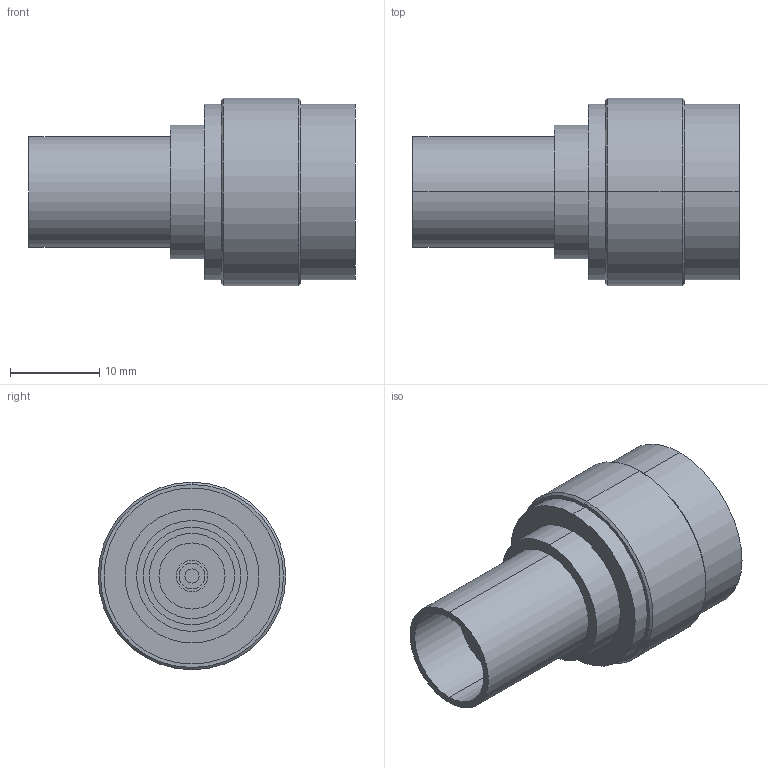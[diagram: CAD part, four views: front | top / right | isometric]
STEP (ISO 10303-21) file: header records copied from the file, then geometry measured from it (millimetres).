
FILE_DESCRIPTION (( 'STEP AP203' ), '1' );
FILE_NAME ('HPC994.STEP', '2006-06-23T19:39:04', ( 'lcom' ), ( 'lcom' ), 'SwSTEP 2.0', 'SolidWorks 2006004', '' );
FILE_SCHEMA (( 'CONFIG_CONTROL_DESIGN' ));
Length unit declared in the file: inch
Products named in the file (4): HPC994-MA1; HPC994; HPC992-MA3; HPC994-MA2
Assembly tree (3 placements, depth 2):
  HPC994
    HPC994-MA2
    HPC992-MA3
    HPC994-MA1
Bounding box: 36.47 x 20.98 x 20.98 mm (x, y, z)
Volume: 5032.6 mm3; surface area: 5134.4 mm2
Topology: 3 solids, 3 shells, 124 faces, 272 edges, 162 vertices
Faces by surface type: cylinder 52, cone 40, plane 32
Entity records: 3848 total; most frequent: DIRECTION 662, CARTESIAN_POINT 604, ORIENTED_EDGE 544, EDGE_CURVE 272, AXIS2_PLACEMENT_3D 268, VERTEX_POINT 162, EDGE_LOOP 138, CIRCLE 138
